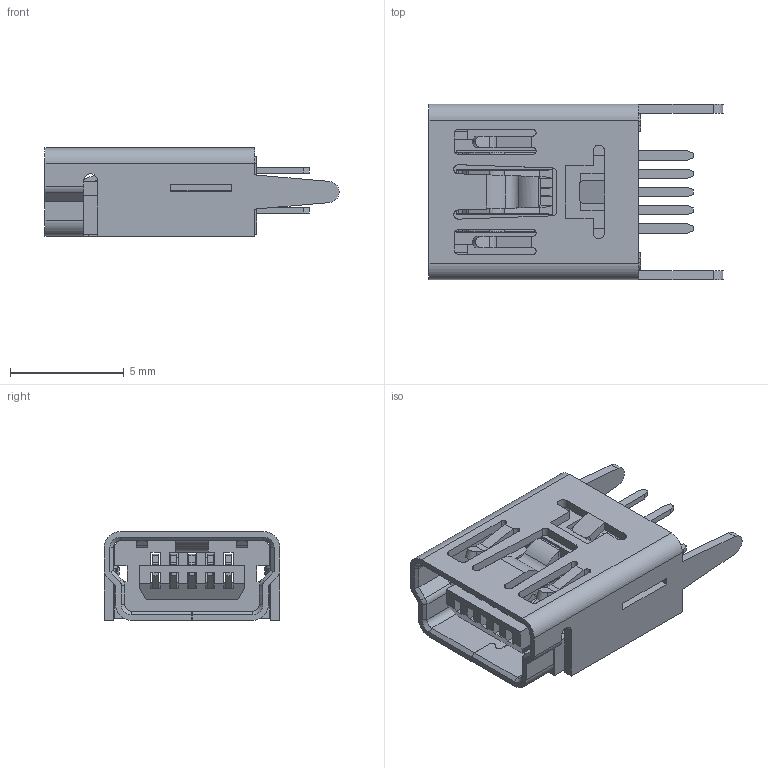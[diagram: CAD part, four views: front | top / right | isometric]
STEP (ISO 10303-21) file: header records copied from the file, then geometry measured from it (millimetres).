
FILE_DESCRIPTION(('FreeCAD Model'),'2;1');
FILE_NAME('Open CASCADE Shape Model','2021-06-11T18:51:51',('Author'),( ''),'Open CASCADE STEP processor 7.5','FreeCAD','Unknown');
FILE_SCHEMA(('AUTOMOTIVE_DESIGN { 1 0 10303 214 1 1 1 1 }'));
Length unit declared in the file: millimetre
Products named in the file (8): 54-00023_revA; 54-00023_shell; 54-00023_insulator; 54-00023_pin4; 54-00023_pin2; 54-00023_pin3; 54-00023_pin1; 54-00023_pin5
Assembly tree (7 placements, depth 2):
  54-00023_revA
    54-00023_shell
    54-00023_insulator
    54-00023_pin4
    54-00023_pin2
    54-00023_pin3
    54-00023_pin1
    54-00023_pin5
Bounding box: 12.9 x 7.7 x 3.9 mm (x, y, z)
Volume: 140.2 mm3; surface area: 760.6 mm2
Topology: 7 solids, 7 shells, 596 faces, 1771 edges, 1174 vertices
Faces by surface type: plane 414, cylinder 176, cone 6
Entity records: 44684 total; most frequent: CARTESIAN_POINT 9433, DIRECTION 6561, LINE 4541, VECTOR 4541, ORIENTED_EDGE 3542, PCURVE 3542, DEFINITIONAL_REPRESENTATION 3542, EDGE_CURVE 1771
